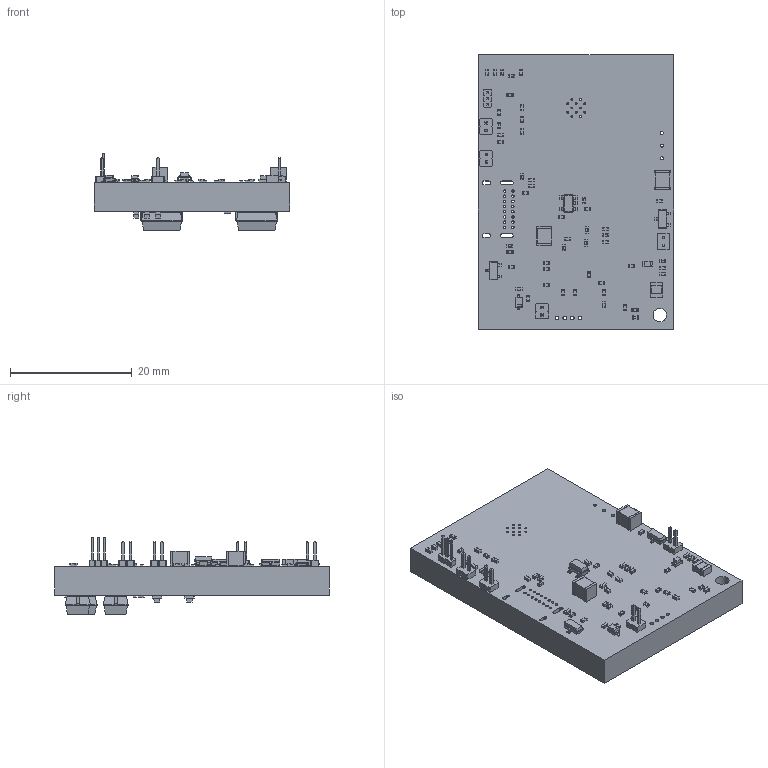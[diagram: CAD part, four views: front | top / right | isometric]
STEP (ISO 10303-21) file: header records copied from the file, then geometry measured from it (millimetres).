
FILE_DESCRIPTION(('KiCad electronic assembly'),'2;1');
FILE_NAME('PumpV2schematic.step','2023-11-23T13:20:20',('Pcbnew'),( 'Kicad'),'Open CASCADE STEP processor 7.7','KiCad to STEP converter' ,'Unknown');
FILE_SCHEMA(('AUTOMOTIVE_DESIGN { 1 0 10303 214 1 1 1 1 }'));
Length unit declared in the file: millimetre
Products named in the file (26): PumpV2schematic 1; L_0402_1005Metric; SOLID; R_0402_1005Metric; C_0402_1005Metric; L_1008_2520Metric; PinHeader_1x02_P1.27mm_Vertical; C_1210_3225Metric; SOT-23; D_SOD-323; LED_0603_1608Metric; SOT-23-5; PinHeader_1x03_P1.00mm_Vertical; SW_DIP_SPSTx01_Slide_6.7x4.1mm_W6.73mm_P2.54mm_LowProfile_JPin; _autosave-PumpV2schematic PCB
Assembly tree (87 placements, depth 3):
  PumpV2schematic 1
    L_0402_1005Metric
      SOLID
    R_0402_1005Metric  x27
      SOLID
    C_0402_1005Metric  x26
      SOLID
    L_1008_2520Metric
      SOLID
    PinHeader_1x02_P1.27mm_Vertical  x4
      SOLID
    C_1210_3225Metric  x2
      SOLID
    SOT-23  x2
      SOLID
    D_SOD-323
      SOLID
    LED_0603_1608Metric  x5
      SOLID
    SOT-23-5
      SOLID
    PinHeader_1x03_P1.00mm_Vertical
      SOLID
    SW_DIP_SPSTx01_Slide_6.7x4.1mm_W6.73mm_P2.54mm_LowProfile_JPin  x3
      SOLID
    _autosave-PumpV2schematic PCB
Bounding box: 32 x 45 x 12.77 mm (x, y, z)
Volume: 6974.3 mm3; surface area: 4849.9 mm2
Topology: 75 solids, 75 shells, 2700 faces, 6965 edges, 4497 vertices
Faces by surface type: plane 1816, cylinder 739, bspline 145
Full cylindrical faces by diameter (mm): 0.3 x12, 0.4 x16, 0.5 x6, 0.6 x4, 0.65 x8, 2.2 x1
Entity records: 53933 total; most frequent: CARTESIAN_POINT 9970, DIRECTION 7151, LINE 4903, VECTOR 4903, ORIENTED_EDGE 3898, PCURVE 3898, DEFINITIONAL_REPRESENTATION 3898, EDGE_CURVE 1949
